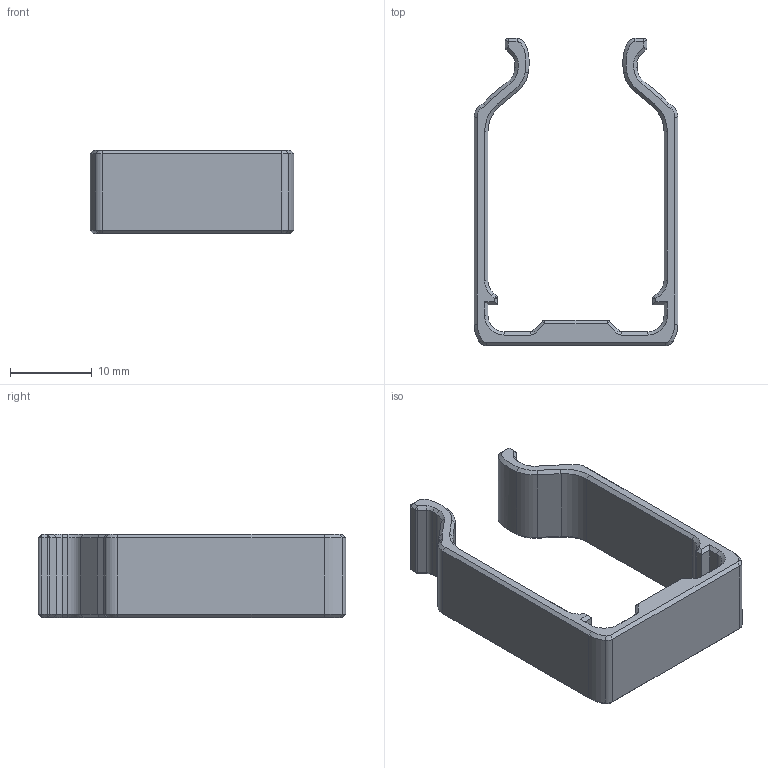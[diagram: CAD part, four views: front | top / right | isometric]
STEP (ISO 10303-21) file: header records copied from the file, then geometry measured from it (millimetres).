
FILE_DESCRIPTION(/* description */ (''),/* implementation_level */ '2;1');
FILE_NAME(/* name */ '25x40mm-Cable-Channel-clip.stp',/* time_stamp */ '2023-06-26T16:01:14+03:00',/* author */ ('v_b'),/* organization */ (''),/* preprocessor_version */ 'ST-DEVELOPER v19.2',/* originating_system */ 'Autodesk Inventor 2023',/* authorisation */ '');
FILE_SCHEMA (('AUTOMOTIVE_DESIGN { 1 0 10303 214 3 1 1 }'));
Length unit declared in the file: metre
Products named in the file (1): 25x40mm-Cable-Channel-clip
Bounding box: 25 x 37.7 x 10.2 mm (x, y, z)
Volume: 1936.3 mm3; surface area: 2410 mm2
Topology: 1 solids, 1 shells, 194 faces, 448 edges, 240 vertices
Faces by surface type: plane 98, cone 60, cylinder 30, bspline 6
Entity records: 6098 total; most frequent: CARTESIAN_POINT 1789, DIRECTION 902, ORIENTED_EDGE 864, EDGE_CURVE 432, LINE 316, VECTOR 316, AXIS2_PLACEMENT_3D 293, VERTEX_POINT 240
